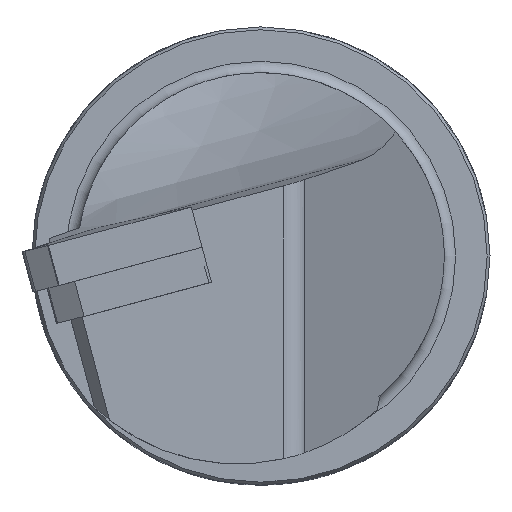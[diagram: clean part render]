
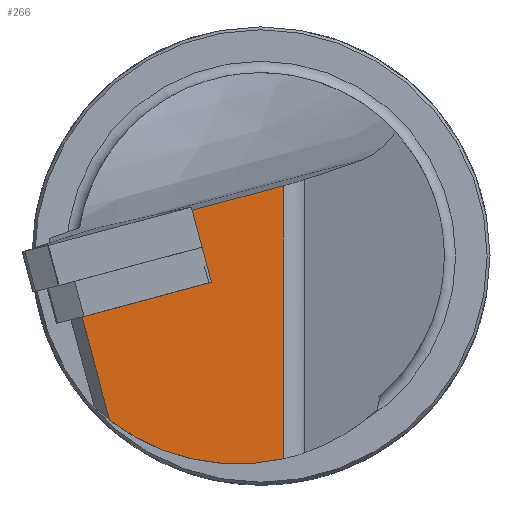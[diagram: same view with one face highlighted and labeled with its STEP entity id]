
A CAD part, left-side view. The second image highlights one B-rep face of the part: STEP entity #266.
In plain terms, the highlighted planar face has unit normal (-1, 0, 0).
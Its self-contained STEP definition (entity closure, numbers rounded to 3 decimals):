
#237=CIRCLE('',#1334,18.15);
#266=ADVANCED_FACE('',(#378),#337,.F.);
#337=PLANE('',#1335);
#378=FACE_OUTER_BOUND('',#438,.T.);
#438=EDGE_LOOP('',(#544,#545,#546,#547,#548,#549,#550));
#544=ORIENTED_EDGE('',*,*,#975,.T.);
#545=ORIENTED_EDGE('',*,*,#976,.T.);
#546=ORIENTED_EDGE('',*,*,#977,.T.);
#547=ORIENTED_EDGE('',*,*,#978,.T.);
#548=ORIENTED_EDGE('',*,*,#965,.F.);
#549=ORIENTED_EDGE('',*,*,#956,.T.);
#550=ORIENTED_EDGE('',*,*,#979,.T.);
#844=VERTEX_POINT('',#1745);
#845=VERTEX_POINT('',#1746);
#852=VERTEX_POINT('',#1836);
#861=VERTEX_POINT('',#1878);
#862=VERTEX_POINT('',#1879);
#863=VERTEX_POINT('',#1881);
#864=VERTEX_POINT('',#1883);
#956=EDGE_CURVE('',#844,#845,#1117,.T.);
#965=EDGE_CURVE('',#844,#852,#1124,.T.);
#975=EDGE_CURVE('',#861,#862,#1127,.T.);
#976=EDGE_CURVE('',#862,#863,#1128,.T.);
#977=EDGE_CURVE('',#863,#864,#237,.T.);
#978=EDGE_CURVE('',#864,#852,#1129,.T.);
#979=EDGE_CURVE('',#845,#861,#1130,.T.);
#1117=LINE('',#1744,#1208);
#1124=LINE('',#1835,#1215);
#1127=LINE('',#1877,#1218);
#1128=LINE('',#1880,#1219);
#1129=LINE('',#1884,#1220);
#1130=LINE('',#1885,#1221);
#1208=VECTOR('',#1437,1.);
#1215=VECTOR('',#1452,1.);
#1218=VECTOR('',#1463,1.);
#1219=VECTOR('',#1464,1.);
#1220=VECTOR('',#1467,1.);
#1221=VECTOR('',#1468,1.);
#1334=AXIS2_PLACEMENT_3D('',#1882,#1465,#1466);
#1335=AXIS2_PLACEMENT_3D('',#1886,#1469,#1470);
#1437=DIRECTION('',(0.,-0.273,-0.962));
#1452=DIRECTION('',(0.,-0.966,0.259));
#1463=DIRECTION('',(0.,0.966,-0.259));
#1464=DIRECTION('',(0.,-0.259,-0.966));
#1465=DIRECTION('',(-1.,0.,0.));
#1466=DIRECTION('',(0.,-1.,0.));
#1467=DIRECTION('',(0.,0.,1.));
#1468=DIRECTION('',(0.,-0.273,-0.962));
#1469=DIRECTION('',(1.,0.,0.));
#1470=DIRECTION('',(0.,-1.,0.));
#1744=CARTESIAN_POINT('',(0.591,6.492,4.519));
#1745=CARTESIAN_POINT('',(0.591,6.318,3.907));
#1746=CARTESIAN_POINT('',(0.591,5.41,0.712));
#1835=CARTESIAN_POINT('',(0.591,33.336,-3.332));
#1836=CARTESIAN_POINT('',(0.591,-1.964,6.127));
#1877=CARTESIAN_POINT('',(0.591,31.653,-9.613));
#1878=CARTESIAN_POINT('',(0.591,4.54,-2.348));
#1879=CARTESIAN_POINT('',(0.591,15.614,-5.315));
#1880=CARTESIAN_POINT('',(0.591,5.596,-42.702));
#1881=CARTESIAN_POINT('',(0.591,13.201,-14.32));
#1882=CARTESIAN_POINT('',(0.591,2.05,0.));
#1883=CARTESIAN_POINT('',(0.591,-1.964,-17.701));
#1884=CARTESIAN_POINT('',(0.591,-1.964,-47.));
#1885=CARTESIAN_POINT('',(0.591,6.492,4.519));
#1886=CARTESIAN_POINT('',(0.591,21.636,-47.));
